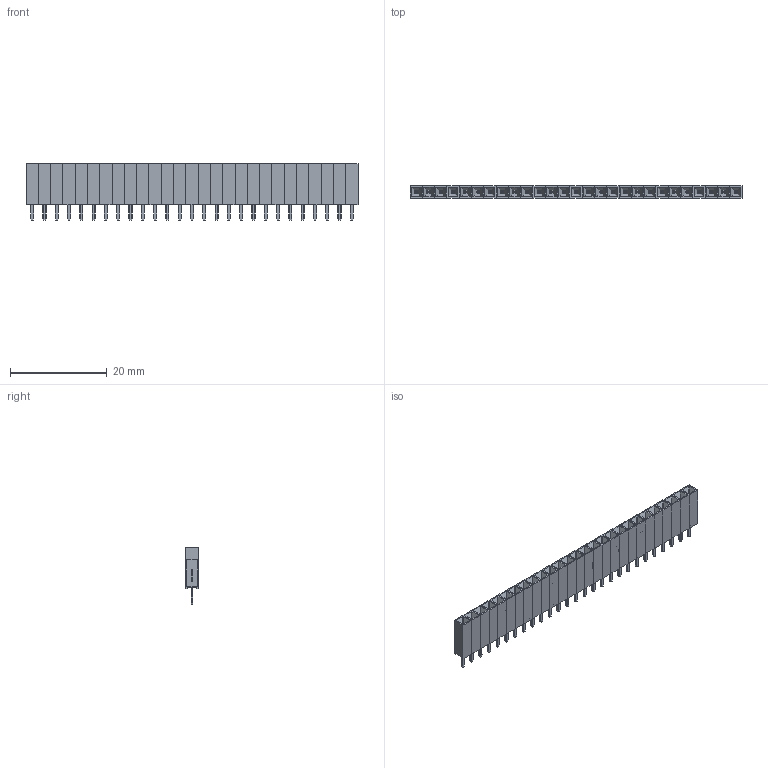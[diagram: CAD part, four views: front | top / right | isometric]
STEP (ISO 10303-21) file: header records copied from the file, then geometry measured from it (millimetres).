
FILE_DESCRIPTION(/* description */ (''),/* implementation_level */ '2;1');
FILE_NAME(/* name */ 'Female Pin Header 01x27.stp',/* time_stamp */ '2019-11-24T12:43:28+01:00',/* author */ ('Bernd das Brot'),/* organization */ (''),/* preprocessor_version */ 'ST-DEVELOPER v18',/* originating_system */ 'Autodesk Inventor 2020',/* authorisation */ '');
FILE_SCHEMA (('AUTOMOTIVE_DESIGN { 1 0 10303 214 3 1 1 }','INTEGRATED_CNC_SCHEMA'));
Length unit declared in the file: millimetre
Products named in the file (2): Female Pin Header 01x27; Female Pin Header 1x
Assembly tree (27 placements, depth 2):
  Female Pin Header 01x27
    Female Pin Header 1x  x27
Bounding box: 68.58 x 2.54 x 11.7 mm (x, y, z)
Volume: 764.8 mm3; surface area: 5055.6 mm2
Topology: 27 solids, 27 shells, 4050 faces, 9342 edges, 5292 vertices
Faces by surface type: cylinder 1809, plane 1215, sphere 540, torus 378, bspline 108
Entity records: 4701 total; most frequent: DIRECTION 840, CARTESIAN_POINT 837, ORIENTED_EDGE 684, EDGE_CURVE 342, AXIS2_PLACEMENT_3D 327, VERTEX_POINT 196, LINE 186, VECTOR 186
